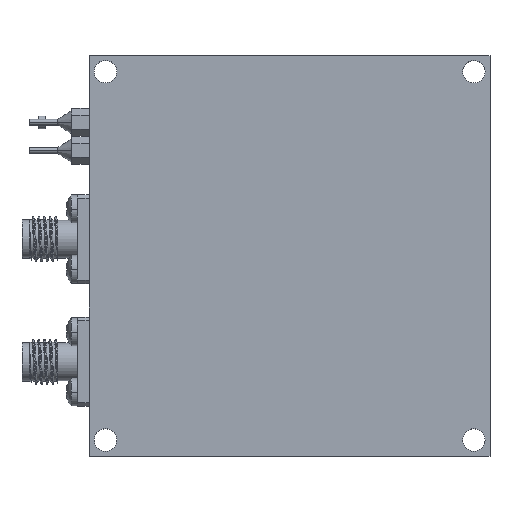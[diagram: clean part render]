
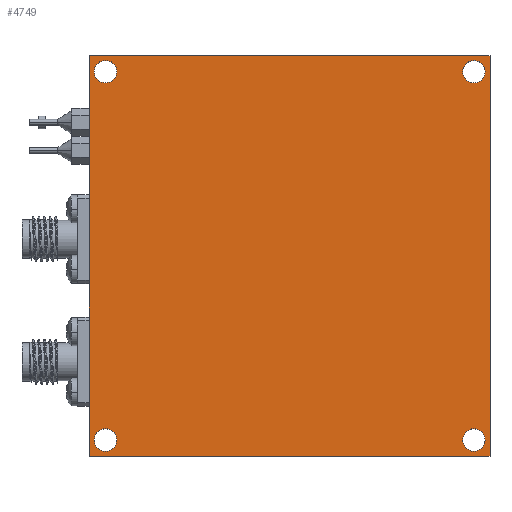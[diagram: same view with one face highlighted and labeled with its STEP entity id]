
A CAD part, top view. The second image highlights one B-rep face of the part: STEP entity #4749.
In plain terms, the highlighted planar face has unit normal (0, 0, 1).
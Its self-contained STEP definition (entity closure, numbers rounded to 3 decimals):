
#310 = EDGE_LOOP ( 'NONE', ( #10161, #13059 ) ) ;
#325 = DIRECTION ( 'NONE',  ( -1., 0., 0. ) ) ;
#328 = LINE ( 'NONE', #8216, #13163 ) ;
#533 = DIRECTION ( 'NONE',  ( 0., 0., -1. ) ) ;
#801 = FACE_BOUND ( 'NONE', #12398, .T. ) ;
#864 = PLANE ( 'NONE',  #2307 ) ;
#905 = ORIENTED_EDGE ( 'NONE', *, *, #2753, .T. ) ;
#950 = ORIENTED_EDGE ( 'NONE', *, *, #6343, .T. ) ;
#1032 = VERTEX_POINT ( 'NONE', #10974 ) ;
#1071 = FACE_BOUND ( 'NONE', #5803, .T. ) ;
#1105 = VECTOR ( 'NONE', #13373, 1000. ) ;
#1641 = AXIS2_PLACEMENT_3D ( 'NONE', #2688, #8126, #12530 ) ;
#1879 = VERTEX_POINT ( 'NONE', #2310 ) ;
#2046 = VERTEX_POINT ( 'NONE', #7099 ) ;
#2149 = CIRCLE ( 'NONE', #3778, 1.6 ) ;
#2273 = CARTESIAN_POINT ( 'NONE',  ( 54.9, 2.322, 15.7 ) ) ;
#2307 = AXIS2_PLACEMENT_3D ( 'NONE', #8753, #4191, #10848 ) ;
#2310 = CARTESIAN_POINT ( 'NONE',  ( 0.722, 2.322, 15.7 ) ) ;
#2413 = LINE ( 'NONE', #6973, #11233 ) ;
#2461 = LINE ( 'NONE', #3203, #1105 ) ;
#2688 = CARTESIAN_POINT ( 'NONE',  ( 54.9, 2.322, 15.7 ) ) ;
#2707 = DIRECTION ( 'NONE',  ( 0., -1., 0. ) ) ;
#2748 = EDGE_LOOP ( 'NONE', ( #9994, #950 ) ) ;
#2753 = EDGE_CURVE ( 'NONE', #1032, #10242, #13337, .T. ) ;
#2874 = CARTESIAN_POINT ( 'NONE',  ( 56.5, 54.9, 15.7 ) ) ;
#2965 = EDGE_CURVE ( 'NONE', #7231, #9003, #2461, .T. ) ;
#2992 = EDGE_CURVE ( 'NONE', #2046, #13717, #9432, .T. ) ;
#3203 = CARTESIAN_POINT ( 'NONE',  ( 57.2, 0., 15.7 ) ) ;
#3259 = CARTESIAN_POINT ( 'NONE',  ( 2.322, 2.322, 15.7 ) ) ;
#3293 = AXIS2_PLACEMENT_3D ( 'NONE', #10444, #533, #12609 ) ;
#3317 = FACE_BOUND ( 'NONE', #310, .T. ) ;
#3359 = DIRECTION ( 'NONE',  ( -1., 0., 0. ) ) ;
#3432 = CARTESIAN_POINT ( 'NONE',  ( 2.322, 54.9, 15.7 ) ) ;
#3589 = LINE ( 'NONE', #6844, #8554 ) ;
#3778 = AXIS2_PLACEMENT_3D ( 'NONE', #3259, #9918, #11948 ) ;
#4058 = EDGE_CURVE ( 'NONE', #12877, #7231, #3589, .T. ) ;
#4191 = DIRECTION ( 'NONE',  ( 0., 0., -1. ) ) ;
#4343 = AXIS2_PLACEMENT_3D ( 'NONE', #3432, #10244, #4591 ) ;
#4591 = DIRECTION ( 'NONE',  ( -1., 0., 0. ) ) ;
#4740 = ORIENTED_EDGE ( 'NONE', *, *, #4058, .T. ) ;
#4749 = ADVANCED_FACE ( 'NONE', ( #14027, #1071, #3317, #801, #7744 ), #864, .F. ) ;
#4830 = VERTEX_POINT ( 'NONE', #9976 ) ;
#5375 = EDGE_CURVE ( 'NONE', #13779, #12877, #328, .T. ) ;
#5761 = EDGE_CURVE ( 'NONE', #4830, #8883, #12499, .T. ) ;
#5803 = EDGE_LOOP ( 'NONE', ( #10209, #5963 ) ) ;
#5963 = ORIENTED_EDGE ( 'NONE', *, *, #5761, .T. ) ;
#6328 = AXIS2_PLACEMENT_3D ( 'NONE', #12123, #10971, #14282 ) ;
#6343 = EDGE_CURVE ( 'NONE', #13717, #2046, #10027, .T. ) ;
#6460 = DIRECTION ( 'NONE',  ( 0., 0., -1. ) ) ;
#6767 = DIRECTION ( 'NONE',  ( 0., 0., -1. ) ) ;
#6844 = CARTESIAN_POINT ( 'NONE',  ( 0., 0., 15.7 ) ) ;
#6973 = CARTESIAN_POINT ( 'NONE',  ( 0., 57.2, 15.7 ) ) ;
#7099 = CARTESIAN_POINT ( 'NONE',  ( 53.3, 54.9, 15.7 ) ) ;
#7100 = EDGE_LOOP ( 'NONE', ( #11602, #4740, #12277, #8972 ) ) ;
#7231 = VERTEX_POINT ( 'NONE', #7602 ) ;
#7602 = CARTESIAN_POINT ( 'NONE',  ( 57.2, 0., 15.7 ) ) ;
#7685 = CIRCLE ( 'NONE', #11617, 1.6 ) ;
#7744 = FACE_BOUND ( 'NONE', #2748, .T. ) ;
#7829 = VERTEX_POINT ( 'NONE', #10177 ) ;
#7861 = CARTESIAN_POINT ( 'NONE',  ( 2.322, 2.322, 15.7 ) ) ;
#8044 = EDGE_CURVE ( 'NONE', #9003, #13779, #2413, .T. ) ;
#8126 = DIRECTION ( 'NONE',  ( 0., 0., -1. ) ) ;
#8216 = CARTESIAN_POINT ( 'NONE',  ( 0., 0., 15.7 ) ) ;
#8554 = VECTOR ( 'NONE', #11257, 1000. ) ;
#8753 = CARTESIAN_POINT ( 'NONE',  ( 0., 0., 15.7 ) ) ;
#8883 = VERTEX_POINT ( 'NONE', #12229 ) ;
#8972 = ORIENTED_EDGE ( 'NONE', *, *, #8044, .T. ) ;
#9003 = VERTEX_POINT ( 'NONE', #11511 ) ;
#9432 = CIRCLE ( 'NONE', #10357, 1.6 ) ;
#9550 = AXIS2_PLACEMENT_3D ( 'NONE', #7861, #11107, #9882 ) ;
#9717 = CARTESIAN_POINT ( 'NONE',  ( 0.722, 54.9, 15.7 ) ) ;
#9882 = DIRECTION ( 'NONE',  ( -1., 0., 0. ) ) ;
#9918 = DIRECTION ( 'NONE',  ( 0., 0., -1. ) ) ;
#9959 = ORIENTED_EDGE ( 'NONE', *, *, #13274, .T. ) ;
#9976 = CARTESIAN_POINT ( 'NONE',  ( 56.5, 2.322, 15.7 ) ) ;
#9994 = ORIENTED_EDGE ( 'NONE', *, *, #2992, .T. ) ;
#10027 = CIRCLE ( 'NONE', #6328, 1.6 ) ;
#10080 = CIRCLE ( 'NONE', #3293, 1.6 ) ;
#10161 = ORIENTED_EDGE ( 'NONE', *, *, #13881, .T. ) ;
#10177 = CARTESIAN_POINT ( 'NONE',  ( 3.922, 2.322, 15.7 ) ) ;
#10209 = ORIENTED_EDGE ( 'NONE', *, *, #10998, .T. ) ;
#10242 = VERTEX_POINT ( 'NONE', #9717 ) ;
#10244 = DIRECTION ( 'NONE',  ( 0., 0., -1. ) ) ;
#10357 = AXIS2_PLACEMENT_3D ( 'NONE', #11960, #6460, #12374 ) ;
#10444 = CARTESIAN_POINT ( 'NONE',  ( 2.322, 54.9, 15.7 ) ) ;
#10848 = DIRECTION ( 'NONE',  ( 0., -1., 0. ) ) ;
#10971 = DIRECTION ( 'NONE',  ( 0., 0., -1. ) ) ;
#10974 = CARTESIAN_POINT ( 'NONE',  ( 3.922, 54.9, 15.7 ) ) ;
#10998 = EDGE_CURVE ( 'NONE', #8883, #4830, #7685, .T. ) ;
#11107 = DIRECTION ( 'NONE',  ( 0., 0., -1. ) ) ;
#11233 = VECTOR ( 'NONE', #325, 1000. ) ;
#11257 = DIRECTION ( 'NONE',  ( 1., 0., 0. ) ) ;
#11511 = CARTESIAN_POINT ( 'NONE',  ( 57.2, 57.2, 15.7 ) ) ;
#11602 = ORIENTED_EDGE ( 'NONE', *, *, #5375, .T. ) ;
#11617 = AXIS2_PLACEMENT_3D ( 'NONE', #2273, #6767, #3359 ) ;
#11948 = DIRECTION ( 'NONE',  ( -1., 0., 0. ) ) ;
#11960 = CARTESIAN_POINT ( 'NONE',  ( 54.9, 54.9, 15.7 ) ) ;
#12123 = CARTESIAN_POINT ( 'NONE',  ( 54.9, 54.9, 15.7 ) ) ;
#12229 = CARTESIAN_POINT ( 'NONE',  ( 53.3, 2.322, 15.7 ) ) ;
#12277 = ORIENTED_EDGE ( 'NONE', *, *, #2965, .T. ) ;
#12315 = CIRCLE ( 'NONE', #9550, 1.6 ) ;
#12374 = DIRECTION ( 'NONE',  ( -1., 0., 0. ) ) ;
#12398 = EDGE_LOOP ( 'NONE', ( #9959, #905 ) ) ;
#12499 = CIRCLE ( 'NONE', #1641, 1.6 ) ;
#12530 = DIRECTION ( 'NONE',  ( -1., 0., 0. ) ) ;
#12609 = DIRECTION ( 'NONE',  ( -1., 0., 0. ) ) ;
#12877 = VERTEX_POINT ( 'NONE', #13891 ) ;
#12923 = CARTESIAN_POINT ( 'NONE',  ( 0., 57.2, 15.7 ) ) ;
#13059 = ORIENTED_EDGE ( 'NONE', *, *, #14162, .T. ) ;
#13163 = VECTOR ( 'NONE', #2707, 1000. ) ;
#13274 = EDGE_CURVE ( 'NONE', #10242, #1032, #10080, .T. ) ;
#13337 = CIRCLE ( 'NONE', #4343, 1.6 ) ;
#13373 = DIRECTION ( 'NONE',  ( 0., 1., 0. ) ) ;
#13717 = VERTEX_POINT ( 'NONE', #2874 ) ;
#13779 = VERTEX_POINT ( 'NONE', #12923 ) ;
#13881 = EDGE_CURVE ( 'NONE', #1879, #7829, #12315, .T. ) ;
#13891 = CARTESIAN_POINT ( 'NONE',  ( 0., 0., 15.7 ) ) ;
#14027 = FACE_OUTER_BOUND ( 'NONE', #7100, .T. ) ;
#14162 = EDGE_CURVE ( 'NONE', #7829, #1879, #2149, .T. ) ;
#14282 = DIRECTION ( 'NONE',  ( -1., 0., 0. ) ) ;
